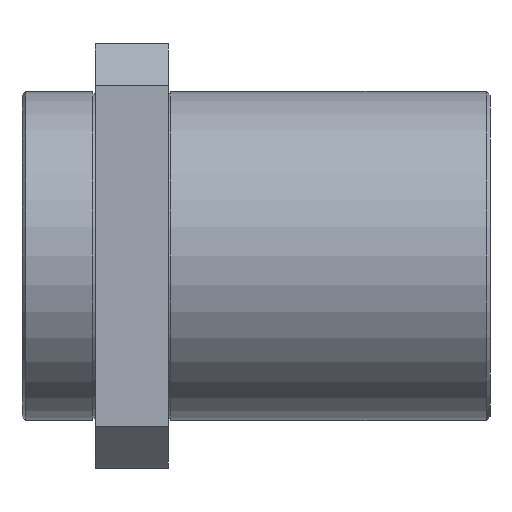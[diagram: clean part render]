
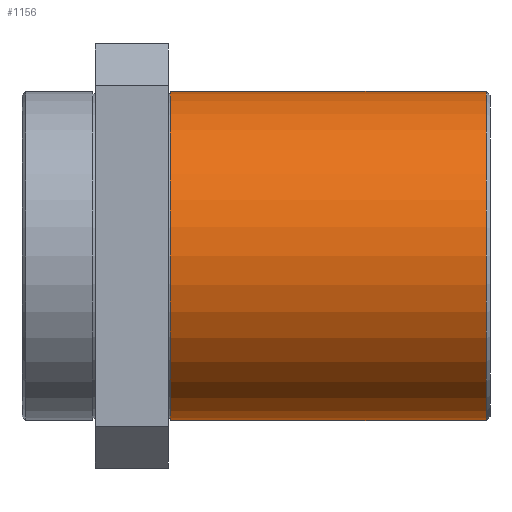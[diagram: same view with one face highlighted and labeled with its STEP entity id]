
A CAD part, front view. The second image highlights one B-rep face of the part: STEP entity #1156.
In plain terms, the highlighted cylindrical face has radius 22.5 mm (diameter 45 mm), a partial arc.
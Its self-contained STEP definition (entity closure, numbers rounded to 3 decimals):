
#2 = AXIS2_PLACEMENT_3D ( 'NONE', #1309, #1312, #1313 ) ;
#121 = VECTOR ( 'NONE', #1195, 1000. ) ;
#175 = AXIS2_PLACEMENT_3D ( 'NONE', #759, #773, #775 ) ;
#213 = AXIS2_PLACEMENT_3D ( 'NONE', #665, #667, #670 ) ;
#304 = ORIENTED_EDGE ( 'NONE', *, *, #627, .F. ) ;
#306 = ORIENTED_EDGE ( 'NONE', *, *, #796, .T. ) ;
#344 = ORIENTED_EDGE ( 'NONE', *, *, #639, .T. ) ;
#345 = ORIENTED_EDGE ( 'NONE', *, *, #610, .F. ) ;
#453 = EDGE_LOOP ( 'NONE', ( #304, #345, #306, #344 ) ) ;
#541 = LINE ( 'NONE', #728, #558 ) ;
#551 = CIRCLE ( 'NONE', #213, 22.5 ) ;
#558 = VECTOR ( 'NONE', #734, 1000. ) ;
#576 = CIRCLE ( 'NONE', #175, 22.5 ) ;
#585 = LINE ( 'NONE', #1194, #121 ) ;
#610 = EDGE_CURVE ( 'NONE', #1591, #1574, #551, .T. ) ;
#627 = EDGE_CURVE ( 'NONE', #1574, #1521, #541, .T. ) ;
#639 = EDGE_CURVE ( 'NONE', #1564, #1521, #576, .T. ) ;
#665 = CARTESIAN_POINT ( 'NONE',  ( 10.3, 0., 0. ) ) ;
#667 = DIRECTION ( 'NONE',  ( -1., 0., 0. ) ) ;
#670 = DIRECTION ( 'NONE',  ( 0., 0., 1. ) ) ;
#728 = CARTESIAN_POINT ( 'NONE',  ( -10., 0., 22.5 ) ) ;
#734 = DIRECTION ( 'NONE',  ( 1., 0., 0. ) ) ;
#759 = CARTESIAN_POINT ( 'NONE',  ( 53.5, 0., 0. ) ) ;
#773 = DIRECTION ( 'NONE',  ( -1., 0., 0. ) ) ;
#775 = DIRECTION ( 'NONE',  ( 0., 0., -1. ) ) ;
#796 = EDGE_CURVE ( 'NONE', #1591, #1564, #585, .T. ) ;
#1098 = CYLINDRICAL_SURFACE ( 'NONE', #2, 22.5 ) ;
#1102 = FACE_OUTER_BOUND ( 'NONE', #453, .T. ) ;
#1156 = ADVANCED_FACE ( 'NONE', ( #1102 ), #1098, .T. ) ;
#1194 = CARTESIAN_POINT ( 'NONE',  ( -10., 0., -22.5 ) ) ;
#1195 = DIRECTION ( 'NONE',  ( 1., 0., 0. ) ) ;
#1309 = CARTESIAN_POINT ( 'NONE',  ( -10., 0., 0. ) ) ;
#1312 = DIRECTION ( 'NONE',  ( 1., 0., 0. ) ) ;
#1313 = DIRECTION ( 'NONE',  ( 0., 0., -1. ) ) ;
#1420 = CARTESIAN_POINT ( 'NONE',  ( 53.5, 0., 22.5 ) ) ;
#1459 = CARTESIAN_POINT ( 'NONE',  ( 53.5, 0., -22.5 ) ) ;
#1469 = CARTESIAN_POINT ( 'NONE',  ( 10.3, 0., 22.5 ) ) ;
#1484 = CARTESIAN_POINT ( 'NONE',  ( 10.3, 0., -22.5 ) ) ;
#1521 = VERTEX_POINT ( 'NONE', #1420 ) ;
#1564 = VERTEX_POINT ( 'NONE', #1459 ) ;
#1574 = VERTEX_POINT ( 'NONE', #1469 ) ;
#1591 = VERTEX_POINT ( 'NONE', #1484 ) ;
